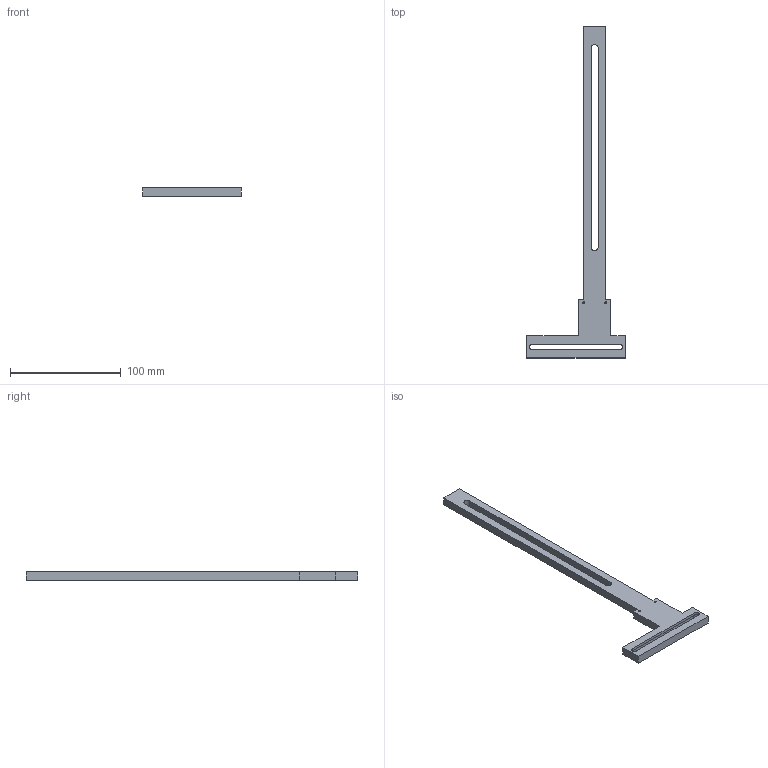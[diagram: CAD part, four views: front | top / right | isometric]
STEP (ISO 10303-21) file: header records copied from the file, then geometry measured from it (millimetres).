
FILE_DESCRIPTION (( 'STEP AP214' ), '1' );
FILE_NAME ('Arrayer_ZArm2_20160429.STEP', '2016-04-29T18:45:42', ( '' ), ( '' ), 'SwSTEP 2.0', 'SolidWorks 2015', '' );
FILE_SCHEMA (( 'AUTOMOTIVE_DESIGN' ));
Length unit declared in the file: millimetre
Products named in the file (1): Arrayer_ZArm2_20160429
Bounding box: 89 x 300 x 7.5 mm (x, y, z)
Volume: 44410.5 mm3; surface area: 22308.4 mm2
Topology: 1 solids, 1 shells, 33 faces, 90 edges, 60 vertices
Faces by surface type: plane 21, cylinder 12
Entity records: 1098 total; most frequent: CARTESIAN_POINT 184, DIRECTION 182, ORIENTED_EDGE 180, EDGE_CURVE 90, LINE 66, VECTOR 66, VERTEX_POINT 60, AXIS2_PLACEMENT_3D 58
